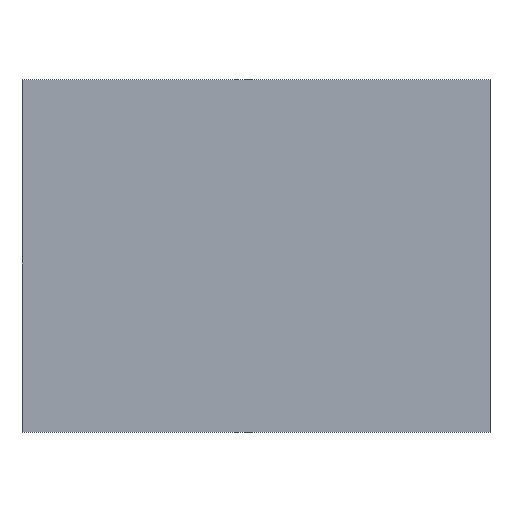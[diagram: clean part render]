
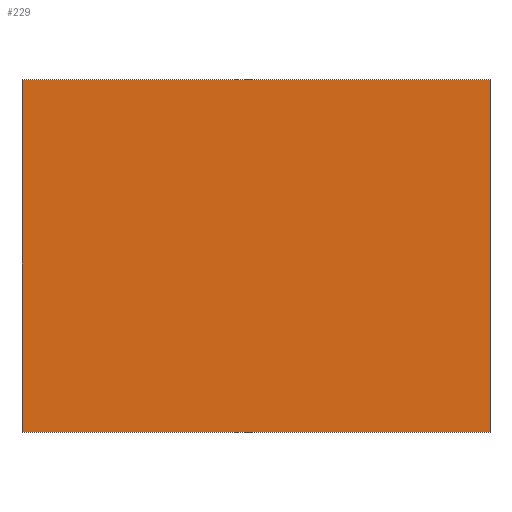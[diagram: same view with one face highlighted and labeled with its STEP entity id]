
A CAD part, top view. The second image highlights one B-rep face of the part: STEP entity #229.
In plain terms, the highlighted planar face has unit normal (0, 0, 1).
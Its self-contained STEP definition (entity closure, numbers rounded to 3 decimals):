
#1 = CARTESIAN_POINT ( 'NONE',  ( -122., 92., 6. ) ) ;
#5 = DIRECTION ( 'NONE',  ( 0., 1., 0. ) ) ;
#10 = DIRECTION ( 'NONE',  ( 0., 0., 1. ) ) ;
#11 = VECTOR ( 'NONE', #5, 1000. ) ;
#16 = LINE ( 'NONE', #32, #220 ) ;
#20 = CARTESIAN_POINT ( 'NONE',  ( 0., 0., 6. ) ) ;
#22 = CARTESIAN_POINT ( 'NONE',  ( 0., 92., 6. ) ) ;
#32 = CARTESIAN_POINT ( 'NONE',  ( 0., 92., 6. ) ) ;
#38 = ORIENTED_EDGE ( 'NONE', *, *, #208, .T. ) ;
#49 = VERTEX_POINT ( 'NONE', #1 ) ;
#57 = ORIENTED_EDGE ( 'NONE', *, *, #225, .T. ) ;
#59 = EDGE_CURVE ( 'NONE', #184, #80, #156, .T. ) ;
#65 = LINE ( 'NONE', #66, #11 ) ;
#66 = CARTESIAN_POINT ( 'NONE',  ( 0., 0., 6. ) ) ;
#74 = CARTESIAN_POINT ( 'NONE',  ( 0., 0., 6. ) ) ;
#80 = VERTEX_POINT ( 'NONE', #20 ) ;
#81 = CARTESIAN_POINT ( 'NONE',  ( 0., 0., 6. ) ) ;
#93 = ORIENTED_EDGE ( 'NONE', *, *, #141, .T. ) ;
#105 = VECTOR ( 'NONE', #158, 1000. ) ;
#107 = CARTESIAN_POINT ( 'NONE',  ( -122., 0., 6. ) ) ;
#114 = ORIENTED_EDGE ( 'NONE', *, *, #59, .T. ) ;
#117 = EDGE_LOOP ( 'NONE', ( #38, #57, #93, #114 ) ) ;
#129 = PLANE ( 'NONE',  #237 ) ;
#138 = DIRECTION ( 'NONE',  ( 0., -1., 0. ) ) ;
#141 = EDGE_CURVE ( 'NONE', #49, #184, #160, .T. ) ;
#151 = DIRECTION ( 'NONE',  ( -1., 0., 0. ) ) ;
#156 = LINE ( 'NONE', #81, #105 ) ;
#158 = DIRECTION ( 'NONE',  ( 1., 0., 0. ) ) ;
#160 = LINE ( 'NONE', #223, #165 ) ;
#161 = DIRECTION ( 'NONE',  ( 1., 0., 0. ) ) ;
#165 = VECTOR ( 'NONE', #138, 1000. ) ;
#184 = VERTEX_POINT ( 'NONE', #107 ) ;
#200 = VERTEX_POINT ( 'NONE', #22 ) ;
#208 = EDGE_CURVE ( 'NONE', #80, #200, #65, .T. ) ;
#215 = FACE_OUTER_BOUND ( 'NONE', #117, .T. ) ;
#220 = VECTOR ( 'NONE', #151, 1000. ) ;
#223 = CARTESIAN_POINT ( 'NONE',  ( -122., 0., 6. ) ) ;
#225 = EDGE_CURVE ( 'NONE', #200, #49, #16, .T. ) ;
#229 = ADVANCED_FACE ( 'NONE', ( #215 ), #129, .T. ) ;
#237 = AXIS2_PLACEMENT_3D ( 'NONE', #74, #10, #161 ) ;
